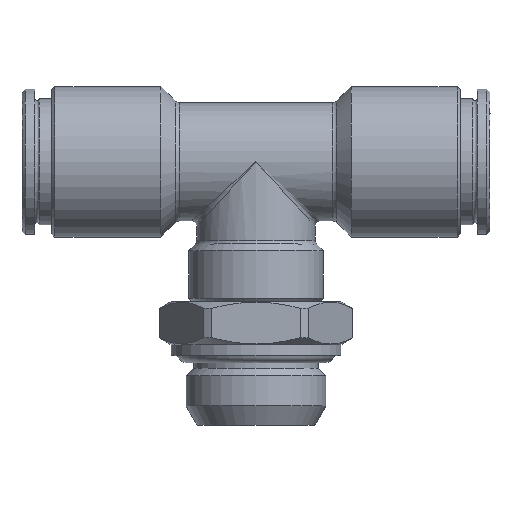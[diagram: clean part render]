
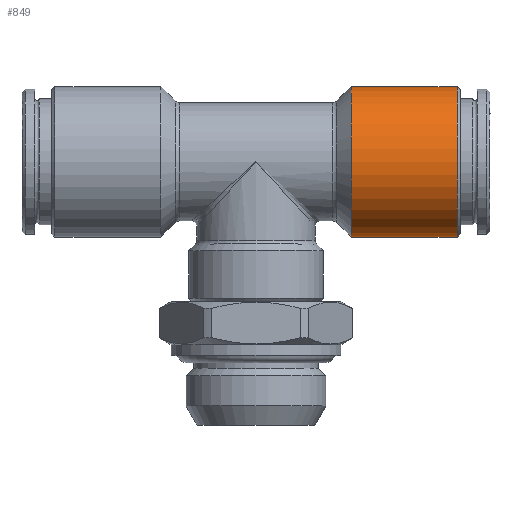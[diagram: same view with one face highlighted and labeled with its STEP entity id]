
A CAD part, top view. The second image highlights one B-rep face of the part: STEP entity #849.
In plain terms, the highlighted cylindrical face has radius 7 mm (diameter 14 mm), a full revolution.
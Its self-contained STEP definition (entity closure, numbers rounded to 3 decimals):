
#132=ORIENTED_EDGE('',*,*,#328,.T.);
#133=ORIENTED_EDGE('',*,*,#329,.T.);
#328=EDGE_CURVE('',#426,#426,#507,.T.);
#329=EDGE_CURVE('',#427,#427,#508,.T.);
#426=VERTEX_POINT('',#1396);
#427=VERTEX_POINT('',#1398);
#507=CIRCLE('',#957,7.);
#508=CIRCLE('',#958,7.);
#572=EDGE_LOOP('',(#132));
#573=EDGE_LOOP('',(#133));
#698=FACE_BOUND('',#572,.T.);
#699=FACE_BOUND('',#573,.T.);
#822=CYLINDRICAL_SURFACE('',#956,7.);
#849=ADVANCED_FACE('',(#698,#699),#822,.T.);
#956=AXIS2_PLACEMENT_3D('',#1394,#1105,#1106);
#957=AXIS2_PLACEMENT_3D('',#1395,#1107,#1108);
#958=AXIS2_PLACEMENT_3D('',#1397,#1109,#1110);
#1105=DIRECTION('',(-1.,0.,0.));
#1106=DIRECTION('',(0.,0.,1.));
#1107=DIRECTION('',(-1.,0.,0.));
#1108=DIRECTION('',(0.,0.,1.));
#1109=DIRECTION('',(1.,0.,0.));
#1110=DIRECTION('',(0.,0.,-1.));
#1394=CARTESIAN_POINT('',(0.,0.,0.));
#1395=CARTESIAN_POINT('',(18.7,0.,0.));
#1396=CARTESIAN_POINT('',(18.7,0.,7.));
#1397=CARTESIAN_POINT('',(8.854,0.,0.));
#1398=CARTESIAN_POINT('',(8.854,0.,-7.));
